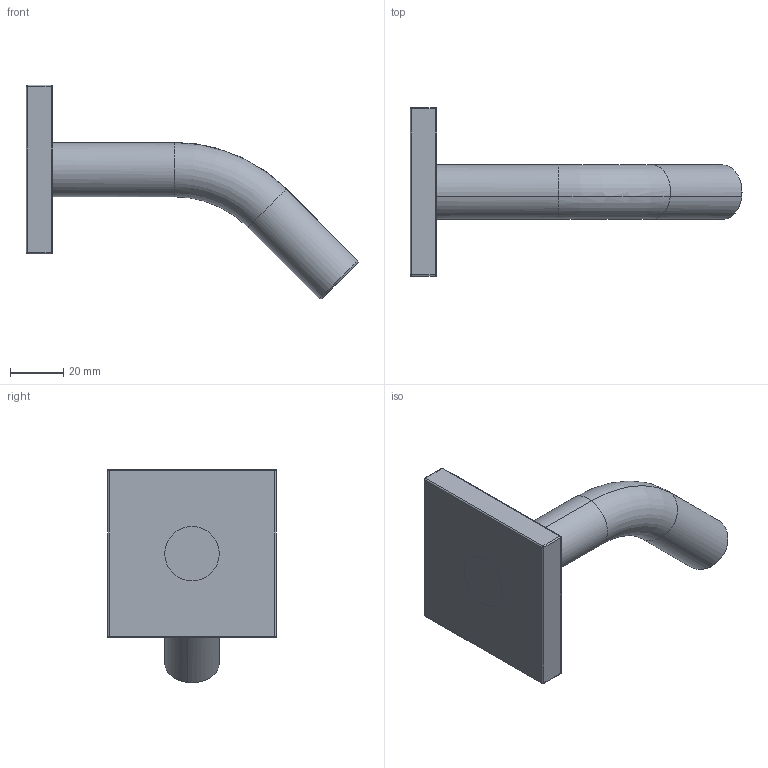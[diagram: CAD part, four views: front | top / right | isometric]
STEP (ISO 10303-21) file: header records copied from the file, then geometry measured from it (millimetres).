
FILE_DESCRIPTION(/* description */ ('AP214 STEP file'),/* implementation_level */ '2;1');
FILE_NAME(/* name */ '26633000_out.stp',/* time_stamp */ '2025-04-09T07:20:37+02:00',/* author */ (''),/* organization */ (''),/* preprocessor_version */ 'ST-DEVELOPER v18.1',/* originating_system */ 'Elysium Co. Ltd. STEP Translator v8.3.0.0',/* authorisation */ '');
FILE_SCHEMA (('AUTOMOTIVE_DESIGN { 1 0 10303 214 3 1 1 }'));
Length unit declared in the file: millimetre
Products named in the file (1): 26633000_extract
Bounding box: 125 x 63.5 x 80.35 mm (x, y, z)
Volume: 81017.2 mm3; surface area: 18409.6 mm2
Topology: 1 solids, 1 shells, 36 faces, 70 edges, 38 vertices
Faces by surface type: cylinder 16, plane 8, sphere 8, cone 2, torus 2
Entity records: 1098 total; most frequent: ORIENTED_EDGE 140, CARTESIAN_POINT 135, STYLED_ITEM 72, AXIS2_PLACEMENT_3D 72, EDGE_CURVE 70, VERTEX_POINT 38, EDGE_LOOP 38, FILL_AREA_STYLE_COLOUR 37
